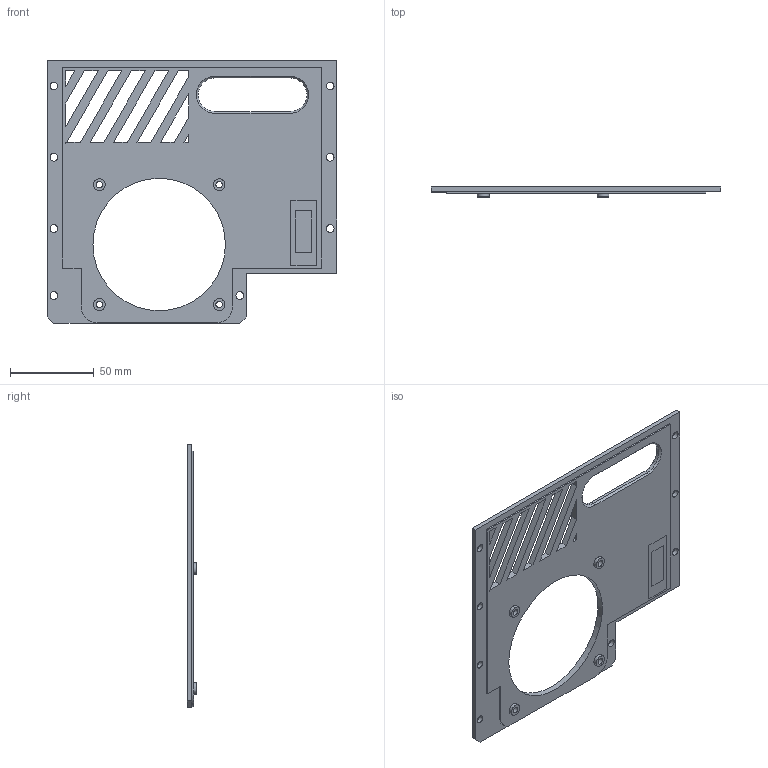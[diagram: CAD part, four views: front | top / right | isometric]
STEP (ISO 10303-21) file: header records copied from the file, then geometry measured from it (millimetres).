
FILE_DESCRIPTION(/* description */ (''),/* implementation_level */ '2;1');
FILE_NAME(/* name */ 'Rear Panel - The Majawat.step',/* time_stamp */ '2022-07-27T13:47:22-05:00',/* author */ (''),/* organization */ (''),/* preprocessor_version */ 'ST-DEVELOPER v19',/* originating_system */ 'Autodesk Translation Framework v11.7.0.108',/* authorisation */ '');
FILE_SCHEMA (('AUTOMOTIVE_DESIGN { 1 0 10303 214 3 1 1 }'));
Length unit declared in the file: millimetre
Products named in the file (4): Rear Panel - The Majawat; Generic No USB; Rear Panel - Generic Panel USB A; Rear Panel - Generic USB C
Assembly tree (3 placements, depth 2):
  Rear Panel - The Majawat
    Generic No USB
    Rear Panel - Generic Panel USB A
    Rear Panel - Generic USB C
Bounding box: 172.55 x 5.8 x 156.8 mm (x, y, z)
Surface area: 124952.6 mm2
Topology: 3 solids, 3 shells, 293 faces, 786 edges, 510 vertices
Faces by surface type: plane 210, cylinder 71, cone 12
Full cylindrical faces by diameter (mm): 3.5 x2, 3.6 x2, 3.8 x12, 4.6 x24, 7 x12, 79 x3
Entity records: 9482 total; most frequent: CARTESIAN_POINT 1596, ORIENTED_EDGE 1572, DIRECTION 1540, EDGE_CURVE 786, LINE 632, VECTOR 632, VERTEX_POINT 510, EDGE_LOOP 454
